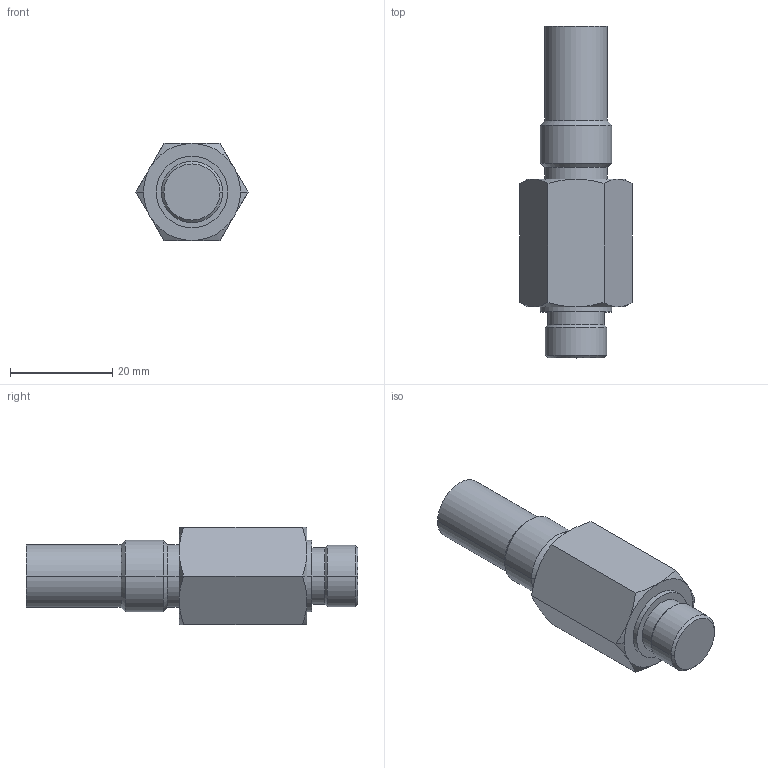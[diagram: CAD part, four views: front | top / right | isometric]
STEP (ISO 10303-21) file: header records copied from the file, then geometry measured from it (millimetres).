
FILE_DESCRIPTION(('STEP AP203'),'1');
FILE_NAME(' ',' ',('TraceParts'),('TraceParts S.A.'),'XStep 1.0',' ',' ');
FILE_SCHEMA(('CONFIG_CONTROL_DESIGN'));
Length unit declared in the file: millimetre
Products named in the file (1): 1
Bounding box: 21.94 x 65 x 19 mm (x, y, z)
Volume: 12772.2 mm3; surface area: 3862.6 mm2
Topology: 1 solids, 1 shells, 47 faces, 96 edges, 54 vertices
Faces by surface type: cone 24, cylinder 12, plane 11
Entity records: 1280 total; most frequent: CARTESIAN_POINT 294, DIRECTION 210, ORIENTED_EDGE 192, EDGE_CURVE 96, AXIS2_PLACEMENT_3D 90, VERTEX_POINT 54, EDGE_LOOP 50, ADVANCED_FACE 47
